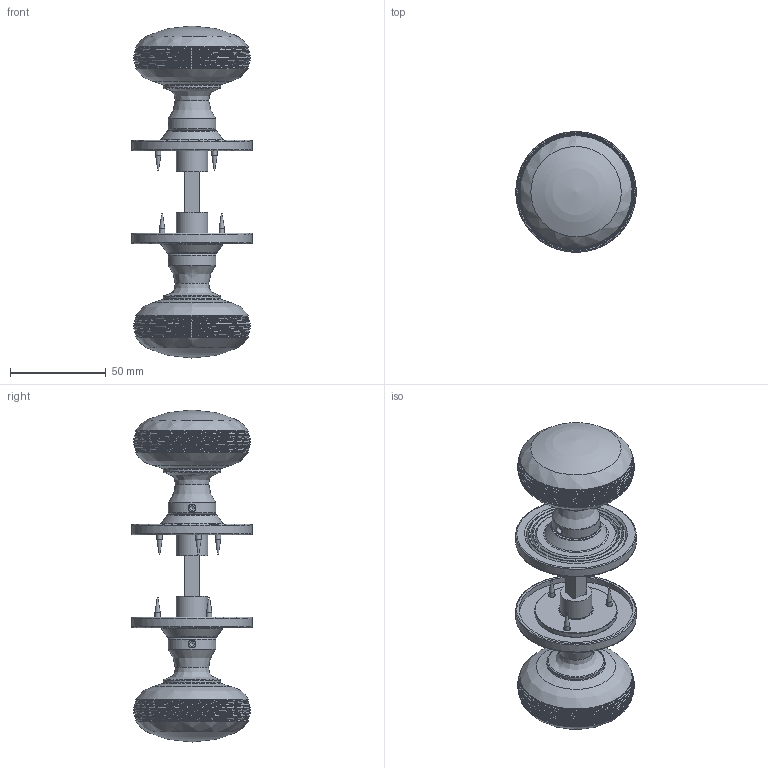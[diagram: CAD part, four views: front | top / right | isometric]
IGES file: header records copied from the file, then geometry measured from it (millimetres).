
Global section: file name: PK8055CR64; native system: Autodesk Inventor 2024; preprocessor: unknown; author: rclarke; date: 20250320.203631; units: millimetre
Bounding box: 62.99 x 62.99 x 173.7 mm (x, y, z)
Volume: 184286.4 mm3; surface area: 57666.7 mm2
Topology: 19 solids, 19 shells, 428 faces, 1182 edges, 814 vertices
Faces by surface type: bspline 428
